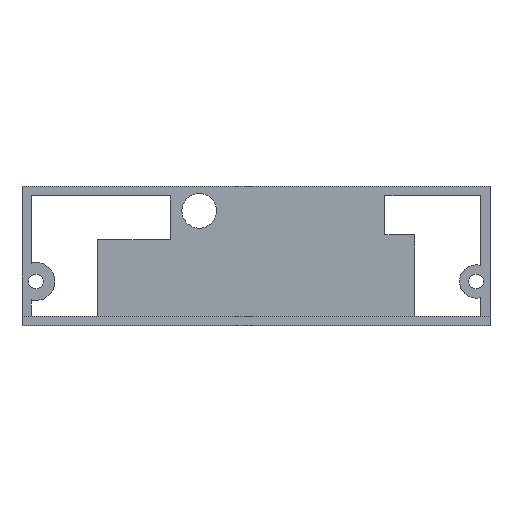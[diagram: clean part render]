
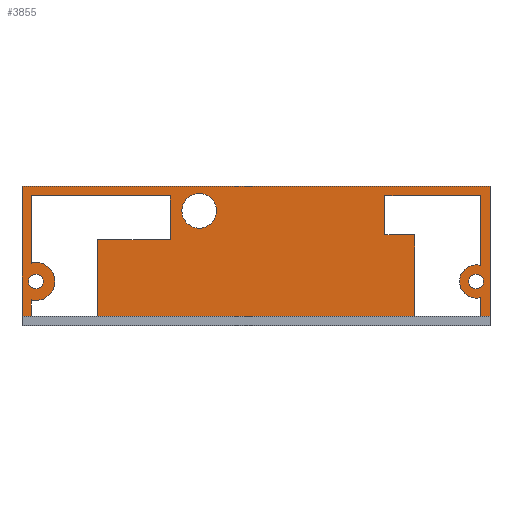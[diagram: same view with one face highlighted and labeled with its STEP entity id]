
A CAD part, top view. The second image highlights one B-rep face of the part: STEP entity #3855.
In plain terms, the highlighted planar face has unit normal (0, 0, 1).
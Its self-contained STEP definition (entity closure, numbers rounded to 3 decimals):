
#3591=CARTESIAN_POINT('',(0.,1696.5,57.14));
#3592=DIRECTION('',(0.,0.,1.));
#3593=DIRECTION('',(1.,0.,0.));
#3594=AXIS2_PLACEMENT_3D('',#3591,#3592,#3593);
#3595=PLANE('',#3594);
#3596=CARTESIAN_POINT('',(-68.317,1271.5,57.14));
#3597=VERTEX_POINT('',#3596);
#3598=CARTESIAN_POINT('',(-68.317,1304.563,57.14));
#3599=VERTEX_POINT('',#3598);
#3600=CARTESIAN_POINT('',(-68.317,1271.5,57.14));
#3601=DIRECTION('',(0.,1.,0.));
#3602=VECTOR('',#3601,33.063);
#3603=LINE('',#3600,#3602);
#3604=EDGE_CURVE('',#3597,#3599,#3603,.T.);
#3605=ORIENTED_EDGE('',*,*,#3604,.F.);
#3606=CARTESIAN_POINT('',(68.431,1271.5,57.14));
#3607=VERTEX_POINT('',#3606);
#3608=CARTESIAN_POINT('',(-68.317,1271.5,57.14));
#3609=DIRECTION('',(1.,0.,-0.));
#3610=VECTOR('',#3609,136.748);
#3611=LINE('',#3608,#3610);
#3612=EDGE_CURVE('',#3597,#3607,#3611,.T.);
#3613=ORIENTED_EDGE('',*,*,#3612,.T.);
#3614=CARTESIAN_POINT('',(68.431,1306.577,57.14));
#3615=VERTEX_POINT('',#3614);
#3616=CARTESIAN_POINT('',(68.431,1271.5,57.14));
#3617=DIRECTION('',(0.,1.,0.));
#3618=VECTOR('',#3617,35.077);
#3619=LINE('',#3616,#3618);
#3620=EDGE_CURVE('',#3607,#3615,#3619,.T.);
#3621=ORIENTED_EDGE('',*,*,#3620,.T.);
#3622=CARTESIAN_POINT('',(55.652,1306.577,57.14));
#3623=VERTEX_POINT('',#3622);
#3624=CARTESIAN_POINT('',(55.652,1306.577,57.14));
#3625=DIRECTION('',(1.,0.,-0.));
#3626=VECTOR('',#3625,12.779);
#3627=LINE('',#3624,#3626);
#3628=EDGE_CURVE('',#3623,#3615,#3627,.T.);
#3629=ORIENTED_EDGE('',*,*,#3628,.F.);
#3630=CARTESIAN_POINT('',(55.652,1323.5,57.14));
#3631=VERTEX_POINT('',#3630);
#3632=CARTESIAN_POINT('',(55.652,1323.5,57.14));
#3633=DIRECTION('',(0.,-1.,0.));
#3634=VECTOR('',#3633,16.923);
#3635=LINE('',#3632,#3634);
#3636=EDGE_CURVE('',#3631,#3623,#3635,.T.);
#3637=ORIENTED_EDGE('',*,*,#3636,.F.);
#3638=CARTESIAN_POINT('',(97.,1323.5,57.14));
#3639=VERTEX_POINT('',#3638);
#3640=CARTESIAN_POINT('',(97.,1323.5,57.14));
#3641=DIRECTION('',(-1.,0.,0.));
#3642=VECTOR('',#3641,41.348);
#3643=LINE('',#3640,#3642);
#3644=EDGE_CURVE('',#3639,#3631,#3643,.T.);
#3645=ORIENTED_EDGE('',*,*,#3644,.F.);
#3646=CARTESIAN_POINT('',(97.,1293.417,57.14));
#3647=VERTEX_POINT('',#3646);
#3648=CARTESIAN_POINT('',(97.,1323.5,57.14));
#3649=DIRECTION('',(0.,-1.,0.));
#3650=VECTOR('',#3649,30.083);
#3651=LINE('',#3648,#3650);
#3652=EDGE_CURVE('',#3639,#3647,#3651,.T.);
#3653=ORIENTED_EDGE('',*,*,#3652,.T.);
#3654=CARTESIAN_POINT('',(87.8,1286.5,57.14));
#3655=VERTEX_POINT('',#3654);
#3656=CARTESIAN_POINT('',(95.,1286.5,57.14));
#3657=DIRECTION('',(0.,0.,1.));
#3658=DIRECTION('',(1.,0.,-0.));
#3659=AXIS2_PLACEMENT_3D('',#3656,#3657,#3658);
#3660=CIRCLE('',#3659,7.2);
#3661=EDGE_CURVE('',#3647,#3655,#3660,.T.);
#3662=ORIENTED_EDGE('',*,*,#3661,.T.);
#3663=CARTESIAN_POINT('',(97.,1279.583,57.14));
#3664=VERTEX_POINT('',#3663);
#3665=CARTESIAN_POINT('',(95.,1286.5,57.14));
#3666=DIRECTION('',(0.,0.,1.));
#3667=DIRECTION('',(1.,0.,-0.));
#3668=AXIS2_PLACEMENT_3D('',#3665,#3666,#3667);
#3669=CIRCLE('',#3668,7.2);
#3670=EDGE_CURVE('',#3655,#3664,#3669,.T.);
#3671=ORIENTED_EDGE('',*,*,#3670,.T.);
#3672=CARTESIAN_POINT('',(97.,1271.5,57.14));
#3673=VERTEX_POINT('',#3672);
#3674=CARTESIAN_POINT('',(97.,1279.583,57.14));
#3675=DIRECTION('',(0.,-1.,0.));
#3676=VECTOR('',#3675,8.083);
#3677=LINE('',#3674,#3676);
#3678=EDGE_CURVE('',#3664,#3673,#3677,.T.);
#3679=ORIENTED_EDGE('',*,*,#3678,.T.);
#3680=CARTESIAN_POINT('',(101.,1271.5,57.14));
#3681=VERTEX_POINT('',#3680);
#3682=CARTESIAN_POINT('',(97.,1271.5,57.14));
#3683=DIRECTION('',(1.,0.,-0.));
#3684=VECTOR('',#3683,4.);
#3685=LINE('',#3682,#3684);
#3686=EDGE_CURVE('',#3673,#3681,#3685,.T.);
#3687=ORIENTED_EDGE('',*,*,#3686,.T.);
#3688=CARTESIAN_POINT('',(101.,1327.5,57.14));
#3689=VERTEX_POINT('',#3688);
#3690=CARTESIAN_POINT('',(101.,1271.5,57.14));
#3691=DIRECTION('',(0.,1.,0.));
#3692=VECTOR('',#3691,56.);
#3693=LINE('',#3690,#3692);
#3694=EDGE_CURVE('',#3681,#3689,#3693,.T.);
#3695=ORIENTED_EDGE('',*,*,#3694,.T.);
#3696=CARTESIAN_POINT('',(-101.,1327.5,57.14));
#3697=VERTEX_POINT('',#3696);
#3698=CARTESIAN_POINT('',(101.,1327.5,57.14));
#3699=DIRECTION('',(-1.,-0.,0.));
#3700=VECTOR('',#3699,202.);
#3701=LINE('',#3698,#3700);
#3702=EDGE_CURVE('',#3689,#3697,#3701,.T.);
#3703=ORIENTED_EDGE('',*,*,#3702,.T.);
#3704=CARTESIAN_POINT('',(-101.,1271.5,57.14));
#3705=VERTEX_POINT('',#3704);
#3706=CARTESIAN_POINT('',(-101.,1271.5,57.14));
#3707=DIRECTION('',(-0.,1.,-0.));
#3708=VECTOR('',#3707,56.);
#3709=LINE('',#3706,#3708);
#3710=EDGE_CURVE('',#3705,#3697,#3709,.T.);
#3711=ORIENTED_EDGE('',*,*,#3710,.F.);
#3712=CARTESIAN_POINT('',(-97.,1271.5,57.14));
#3713=VERTEX_POINT('',#3712);
#3714=CARTESIAN_POINT('',(-101.,1271.5,57.14));
#3715=DIRECTION('',(1.,0.,-0.));
#3716=VECTOR('',#3715,4.);
#3717=LINE('',#3714,#3716);
#3718=EDGE_CURVE('',#3705,#3713,#3717,.T.);
#3719=ORIENTED_EDGE('',*,*,#3718,.T.);
#3720=CARTESIAN_POINT('',(-97.,1278.548,57.14));
#3721=VERTEX_POINT('',#3720);
#3722=CARTESIAN_POINT('',(-97.,1278.548,57.14));
#3723=DIRECTION('',(0.,-1.,0.));
#3724=VECTOR('',#3723,7.048);
#3725=LINE('',#3722,#3724);
#3726=EDGE_CURVE('',#3721,#3713,#3725,.T.);
#3727=ORIENTED_EDGE('',*,*,#3726,.F.);
#3728=CARTESIAN_POINT('',(-97.,1294.452,57.14));
#3729=VERTEX_POINT('',#3728);
#3730=CARTESIAN_POINT('',(-95.,1286.5,57.14));
#3731=DIRECTION('',(0.,0.,1.));
#3732=DIRECTION('',(1.,0.,-0.));
#3733=AXIS2_PLACEMENT_3D('',#3730,#3731,#3732);
#3734=CIRCLE('',#3733,8.2);
#3735=EDGE_CURVE('',#3721,#3729,#3734,.T.);
#3736=ORIENTED_EDGE('',*,*,#3735,.T.);
#3737=CARTESIAN_POINT('',(-97.,1323.5,57.14));
#3738=VERTEX_POINT('',#3737);
#3739=CARTESIAN_POINT('',(-97.,1323.5,57.14));
#3740=DIRECTION('',(0.,-1.,0.));
#3741=VECTOR('',#3740,29.048);
#3742=LINE('',#3739,#3741);
#3743=EDGE_CURVE('',#3738,#3729,#3742,.T.);
#3744=ORIENTED_EDGE('',*,*,#3743,.F.);
#3745=CARTESIAN_POINT('',(-36.989,1323.5,57.14));
#3746=VERTEX_POINT('',#3745);
#3747=CARTESIAN_POINT('',(-36.989,1323.5,57.14));
#3748=DIRECTION('',(-1.,0.,0.));
#3749=VECTOR('',#3748,60.011);
#3750=LINE('',#3747,#3749);
#3751=EDGE_CURVE('',#3746,#3738,#3750,.T.);
#3752=ORIENTED_EDGE('',*,*,#3751,.F.);
#3753=CARTESIAN_POINT('',(-36.989,1317.525,57.14));
#3754=VERTEX_POINT('',#3753);
#3755=CARTESIAN_POINT('',(-36.989,1317.525,57.14));
#3756=DIRECTION('',(0.,1.,0.));
#3757=VECTOR('',#3756,5.975);
#3758=LINE('',#3755,#3757);
#3759=EDGE_CURVE('',#3754,#3746,#3758,.T.);
#3760=ORIENTED_EDGE('',*,*,#3759,.F.);
#3761=CARTESIAN_POINT('',(-37.,1317.,57.14));
#3762=VERTEX_POINT('',#3761);
#3763=CARTESIAN_POINT('',(-24.5,1317.,57.14));
#3764=DIRECTION('',(0.,0.,1.));
#3765=DIRECTION('',(1.,0.,-0.));
#3766=AXIS2_PLACEMENT_3D('',#3763,#3764,#3765);
#3767=CIRCLE('',#3766,12.5);
#3768=EDGE_CURVE('',#3754,#3762,#3767,.T.);
#3769=ORIENTED_EDGE('',*,*,#3768,.T.);
#3770=CARTESIAN_POINT('',(-36.989,1316.475,57.14));
#3771=VERTEX_POINT('',#3770);
#3772=CARTESIAN_POINT('',(-24.5,1317.,57.14));
#3773=DIRECTION('',(0.,0.,1.));
#3774=DIRECTION('',(1.,0.,-0.));
#3775=AXIS2_PLACEMENT_3D('',#3772,#3773,#3774);
#3776=CIRCLE('',#3775,12.5);
#3777=EDGE_CURVE('',#3762,#3771,#3776,.T.);
#3778=ORIENTED_EDGE('',*,*,#3777,.T.);
#3779=CARTESIAN_POINT('',(-36.989,1304.563,57.14));
#3780=VERTEX_POINT('',#3779);
#3781=CARTESIAN_POINT('',(-36.989,1304.563,57.14));
#3782=DIRECTION('',(0.,1.,0.));
#3783=VECTOR('',#3782,11.912);
#3784=LINE('',#3781,#3783);
#3785=EDGE_CURVE('',#3780,#3771,#3784,.T.);
#3786=ORIENTED_EDGE('',*,*,#3785,.F.);
#3787=CARTESIAN_POINT('',(-68.317,1304.563,57.14));
#3788=DIRECTION('',(1.,0.,-0.));
#3789=VECTOR('',#3788,31.328);
#3790=LINE('',#3787,#3789);
#3791=EDGE_CURVE('',#3599,#3780,#3790,.T.);
#3792=ORIENTED_EDGE('',*,*,#3791,.F.);
#3793=EDGE_LOOP('',(#3605,#3613,#3621,#3629,#3637,#3645,#3653,#3662,#3671,#3679,#3687,#3695,#3703,#3711,#3719,#3727,#3736,#3744,#3752,#3760,#3769,#3778,#3786,#3792));
#3794=FACE_BOUND('',#3793,.T.);
#3795=CARTESIAN_POINT('',(-17.,1317.,57.14));
#3796=VERTEX_POINT('',#3795);
#3797=CARTESIAN_POINT('',(-32.,1317.,57.14));
#3798=VERTEX_POINT('',#3797);
#3799=CARTESIAN_POINT('',(-24.5,1317.,57.14));
#3800=DIRECTION('',(-0.,-0.,-1.));
#3801=DIRECTION('',(1.,0.,-0.));
#3802=AXIS2_PLACEMENT_3D('',#3799,#3800,#3801);
#3803=CIRCLE('',#3802,7.5);
#3804=EDGE_CURVE('',#3796,#3798,#3803,.T.);
#3805=ORIENTED_EDGE('',*,*,#3804,.T.);
#3806=CARTESIAN_POINT('',(-24.5,1317.,57.14));
#3807=DIRECTION('',(-0.,-0.,-1.));
#3808=DIRECTION('',(1.,0.,-0.));
#3809=AXIS2_PLACEMENT_3D('',#3806,#3807,#3808);
#3810=CIRCLE('',#3809,7.5);
#3811=EDGE_CURVE('',#3798,#3796,#3810,.T.);
#3812=ORIENTED_EDGE('',*,*,#3811,.T.);
#3813=EDGE_LOOP('',(#3805,#3812));
#3814=FACE_BOUND('',#3813,.T.);
#3815=CARTESIAN_POINT('',(98.2,1286.5,57.14));
#3816=VERTEX_POINT('',#3815);
#3817=CARTESIAN_POINT('',(91.8,1286.5,57.14));
#3818=VERTEX_POINT('',#3817);
#3819=CARTESIAN_POINT('',(95.,1286.5,57.14));
#3820=DIRECTION('',(-0.,-0.,-1.));
#3821=DIRECTION('',(1.,0.,-0.));
#3822=AXIS2_PLACEMENT_3D('',#3819,#3820,#3821);
#3823=CIRCLE('',#3822,3.2);
#3824=EDGE_CURVE('',#3816,#3818,#3823,.T.);
#3825=ORIENTED_EDGE('',*,*,#3824,.T.);
#3826=CARTESIAN_POINT('',(95.,1286.5,57.14));
#3827=DIRECTION('',(-0.,-0.,-1.));
#3828=DIRECTION('',(1.,0.,-0.));
#3829=AXIS2_PLACEMENT_3D('',#3826,#3827,#3828);
#3830=CIRCLE('',#3829,3.2);
#3831=EDGE_CURVE('',#3818,#3816,#3830,.T.);
#3832=ORIENTED_EDGE('',*,*,#3831,.T.);
#3833=EDGE_LOOP('',(#3825,#3832));
#3834=FACE_BOUND('',#3833,.T.);
#3835=CARTESIAN_POINT('',(-91.8,1286.5,57.14));
#3836=VERTEX_POINT('',#3835);
#3837=CARTESIAN_POINT('',(-98.2,1286.5,57.14));
#3838=VERTEX_POINT('',#3837);
#3839=CARTESIAN_POINT('',(-95.,1286.5,57.14));
#3840=DIRECTION('',(-0.,-0.,-1.));
#3841=DIRECTION('',(1.,0.,-0.));
#3842=AXIS2_PLACEMENT_3D('',#3839,#3840,#3841);
#3843=CIRCLE('',#3842,3.2);
#3844=EDGE_CURVE('',#3836,#3838,#3843,.T.);
#3845=ORIENTED_EDGE('',*,*,#3844,.T.);
#3846=CARTESIAN_POINT('',(-95.,1286.5,57.14));
#3847=DIRECTION('',(-0.,-0.,-1.));
#3848=DIRECTION('',(1.,0.,-0.));
#3849=AXIS2_PLACEMENT_3D('',#3846,#3847,#3848);
#3850=CIRCLE('',#3849,3.2);
#3851=EDGE_CURVE('',#3838,#3836,#3850,.T.);
#3852=ORIENTED_EDGE('',*,*,#3851,.T.);
#3853=EDGE_LOOP('',(#3845,#3852));
#3854=FACE_BOUND('',#3853,.T.);
#3855=ADVANCED_FACE('',(#3794,#3814,#3834,#3854),#3595,.T.);
